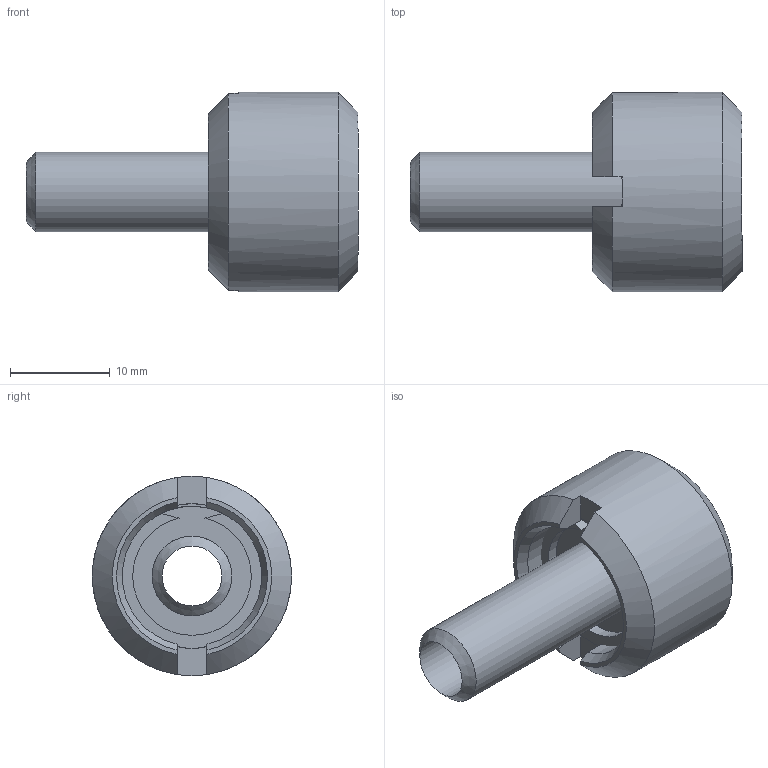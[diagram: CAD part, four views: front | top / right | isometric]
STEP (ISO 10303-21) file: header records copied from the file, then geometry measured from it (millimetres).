
FILE_DESCRIPTION(/* description */ (''),/* implementation_level */ '2;1');
FILE_NAME(/* name */ 'WN99-02.0050.0.1.stp',/* time_stamp */ '2021-01-22T14:57:44+01:00',/* author */ ('user-2'),/* organization */ (''),/* preprocessor_version */ 'ST-DEVELOPER v18',/* originating_system */ 'Autodesk Inventor 2020',/* authorisation */ '');
FILE_SCHEMA (('AUTOMOTIVE_DESIGN { 1 0 10303 214 3 1 1 }'));
Length unit declared in the file: millimetre
Products named in the file (6): WN99-02.0050.0.1; WN99-02.0050.0.2; WN99-02.0050.0.3; 8,00x2,00-NBR 70; DIN 988 - 8 x 14 x 1,2; Art. Nr. 0490999014 
Assembly tree (6 placements, depth 2):
  WN99-02.0050.0.1
    WN99-02.0050.0.2
    WN99-02.0050.0.3
    8,00x2,00-NBR 70  x2
    DIN 988 - 8 x 14 x 1,2
    Art. Nr. 0490999014 
Bounding box: 33.3 x 20 x 20 mm (x, y, z)
Volume: 3910.9 mm3; surface area: 4388.3 mm2
Topology: 6 solids, 6 shells, 46 faces, 112 edges, 77 vertices
Faces by surface type: plane 23, cylinder 15, cone 6, torus 2
Full cylindrical faces by diameter (mm): 6 x1, 6.5 x1, 8 x3, 12.2 x1, 12.4 x1, 14 x2, 14.5 x1, 20 x1
Entity records: 1616 total; most frequent: DIRECTION 277, CARTESIAN_POINT 259, ORIENTED_EDGE 220, AXIS2_PLACEMENT_3D 118, EDGE_CURVE 110, VERTEX_POINT 76, CIRCLE 61, EDGE_LOOP 54
